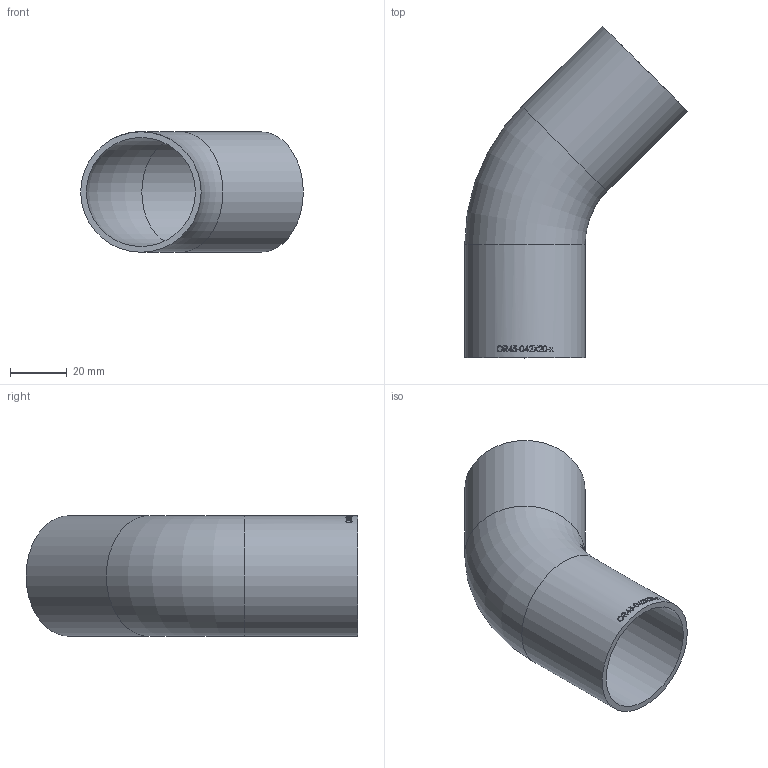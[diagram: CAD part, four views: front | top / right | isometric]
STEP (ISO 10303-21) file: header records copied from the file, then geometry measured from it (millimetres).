
FILE_DESCRIPTION (( 'STEP AP214' ), '1' );
FILE_NAME ('OR45-042X20-x Bogen orbital 45° ISO 2008.STEP', '2020-08-19T10:07:47', ( '' ), ( '' ), 'SwSTEP 2.0', 'SolidWorks 2019', '' );
FILE_SCHEMA (( 'AUTOMOTIVE_DESIGN' ));
Length unit declared in the file: millimetre
Products named in the file (1): OR45-042X20-x Bogen orbital 45° ISO 2008
Bounding box: 78.39 x 116.86 x 42.4 mm (x, y, z)
Volume: 29777.9 mm3; surface area: 30284.9 mm2
Topology: 1 solids, 1 shells, 27 faces, 157 edges, 150 vertices
Faces by surface type: cylinder 23, torus 2, plane 2
Full cylindrical faces by diameter (mm): 38.4 x2, 42.4 x2
Entity records: 3079 total; most frequent: CARTESIAN_POINT 1744, ORIENTED_EDGE 292, DIRECTION 168, VERTEX_POINT 146, EDGE_CURVE 146, B_SPLINE_CURVE_WITH_KNOTS 80, AXIS2_PLACEMENT_3D 74, EDGE_LOOP 54
